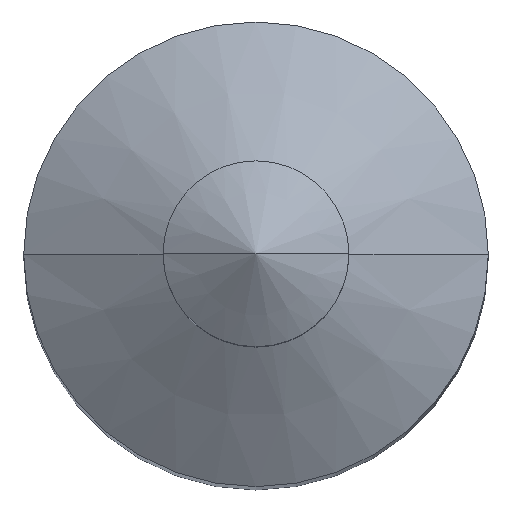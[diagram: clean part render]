
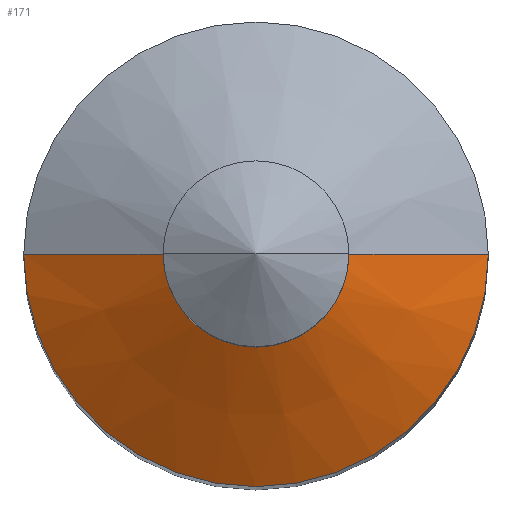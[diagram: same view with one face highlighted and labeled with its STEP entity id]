
A CAD part, top view. The second image highlights one B-rep face of the part: STEP entity #171.
In plain terms, the highlighted conical face has half-angle 60 degrees and reference radius 2 mm.
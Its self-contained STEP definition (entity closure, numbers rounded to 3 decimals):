
#8 = ORIENTED_EDGE ( 'NONE', *, *, #345, .F. ) ;
#41 = FACE_OUTER_BOUND ( 'NONE', #240, .T. ) ;
#48 = VERTEX_POINT ( 'NONE', #115 ) ;
#51 = DIRECTION ( 'NONE',  ( 0., 0., -1. ) ) ;
#66 = CARTESIAN_POINT ( 'NONE',  ( -5., 0., 48.668 ) ) ;
#101 = DIRECTION ( 'NONE',  ( -1., 0., 0. ) ) ;
#115 = CARTESIAN_POINT ( 'NONE',  ( 5., 0., 48.668 ) ) ;
#124 = AXIS2_PLACEMENT_3D ( 'NONE', #162, #51, #356 ) ;
#131 = CARTESIAN_POINT ( 'NONE',  ( 2., 0., 50.4 ) ) ;
#135 = DIRECTION ( 'NONE',  ( -1., 0., 0. ) ) ;
#141 = VECTOR ( 'NONE', #438, 1000. ) ;
#162 = CARTESIAN_POINT ( 'NONE',  ( 0., 0., 50.4 ) ) ;
#171 = ADVANCED_FACE ( 'NONE', ( #41 ), #270, .T. ) ;
#218 = LINE ( 'NONE', #334, #280 ) ;
#237 = EDGE_CURVE ( 'NONE', #269, #398, #288, .T. ) ;
#240 = EDGE_LOOP ( 'NONE', ( #8, #250, #242, #323 ) ) ;
#242 = ORIENTED_EDGE ( 'NONE', *, *, #402, .T. ) ;
#250 = ORIENTED_EDGE ( 'NONE', *, *, #237, .T. ) ;
#253 = CARTESIAN_POINT ( 'NONE',  ( 0., 0., 48.668 ) ) ;
#258 = AXIS2_PLACEMENT_3D ( 'NONE', #253, #328, #135 ) ;
#259 = CARTESIAN_POINT ( 'NONE',  ( -2., 0., 50.4 ) ) ;
#269 = VERTEX_POINT ( 'NONE', #131 ) ;
#270 = CONICAL_SURFACE ( 'NONE', #124, 2., 1.047 ) ;
#280 = VECTOR ( 'NONE', #294, 1000. ) ;
#285 = CARTESIAN_POINT ( 'NONE',  ( 2., 0., 50.4 ) ) ;
#288 = CIRCLE ( 'NONE', #441, 2. ) ;
#294 = DIRECTION ( 'NONE',  ( -0.866, 0., -0.5 ) ) ;
#306 = EDGE_CURVE ( 'NONE', #48, #319, #473, .T. ) ;
#319 = VERTEX_POINT ( 'NONE', #66 ) ;
#323 = ORIENTED_EDGE ( 'NONE', *, *, #306, .F. ) ;
#328 = DIRECTION ( 'NONE',  ( 0., 0., -1. ) ) ;
#334 = CARTESIAN_POINT ( 'NONE',  ( -2., 0., 50.4 ) ) ;
#345 = EDGE_CURVE ( 'NONE', #269, #48, #477, .T. ) ;
#356 = DIRECTION ( 'NONE',  ( -1., 0., 0. ) ) ;
#398 = VERTEX_POINT ( 'NONE', #259 ) ;
#400 = DIRECTION ( 'NONE',  ( 0., 0., -1. ) ) ;
#402 = EDGE_CURVE ( 'NONE', #398, #319, #218, .T. ) ;
#438 = DIRECTION ( 'NONE',  ( 0.866, 0., -0.5 ) ) ;
#441 = AXIS2_PLACEMENT_3D ( 'NONE', #442, #400, #101 ) ;
#442 = CARTESIAN_POINT ( 'NONE',  ( 0., 0., 50.4 ) ) ;
#473 = CIRCLE ( 'NONE', #258, 5. ) ;
#477 = LINE ( 'NONE', #285, #141 ) ;
